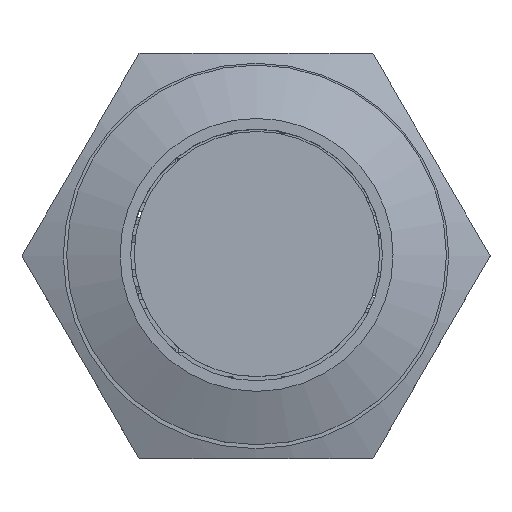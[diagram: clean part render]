
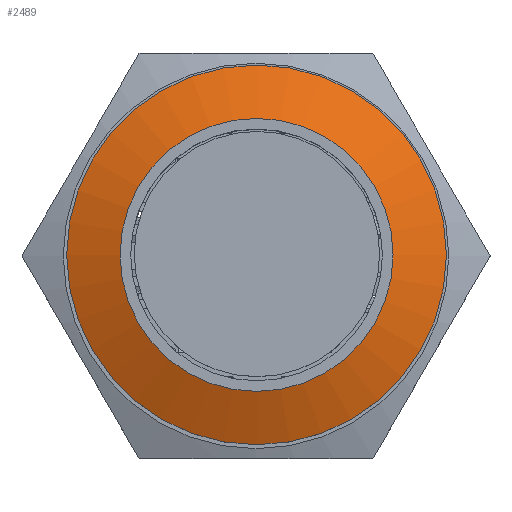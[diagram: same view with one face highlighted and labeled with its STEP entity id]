
A CAD part, top view. The second image highlights one B-rep face of the part: STEP entity #2489.
In plain terms, the highlighted conical face has half-angle 68.199 degrees and reference radius 8.9 mm.
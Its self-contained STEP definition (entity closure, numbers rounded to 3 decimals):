
#1468=CONICAL_SURFACE('',#17229,8.9,68.199);
#1867=FACE_BOUND('',#4700,.T.);
#1868=FACE_BOUND('',#4701,.T.);
#2064=CIRCLE('',#17213,6.4);
#2065=CIRCLE('',#17215,8.9);
#2489=ADVANCED_FACE('',(#1867,#1868),#1468,.T.);
#4700=EDGE_LOOP('',(#7081));
#4701=EDGE_LOOP('',(#7082));
#7081=ORIENTED_EDGE('',*,*,#11913,.F.);
#7082=ORIENTED_EDGE('',*,*,#11914,.F.);
#10157=VERTEX_POINT('',#24408);
#10158=VERTEX_POINT('',#24411);
#11913=EDGE_CURVE('',#10157,#10157,#2064,.T.);
#11914=EDGE_CURVE('',#10158,#10158,#2065,.T.);
#17213=AXIS2_PLACEMENT_3D('',#24407,#19448,#19449);
#17215=AXIS2_PLACEMENT_3D('',#24410,#19452,#19453);
#17229=AXIS2_PLACEMENT_3D('',#25494,#19490,#19491);
#19448=DIRECTION('',(0.,1.,0.));
#19449=DIRECTION('',(0.,0.,-1.));
#19452=DIRECTION('',(0.,-1.,0.));
#19453=DIRECTION('',(0.,0.,-1.));
#19490=DIRECTION('',(0.,-1.,0.));
#19491=DIRECTION('',(0.,0.,-1.));
#24407=CARTESIAN_POINT('',(0.,6.4,0.));
#24408=CARTESIAN_POINT('',(0.,6.4,-6.4));
#24410=CARTESIAN_POINT('',(0.,5.4,0.));
#24411=CARTESIAN_POINT('',(0.,5.4,-8.9));
#25494=CARTESIAN_POINT('',(0.,5.4,0.));
